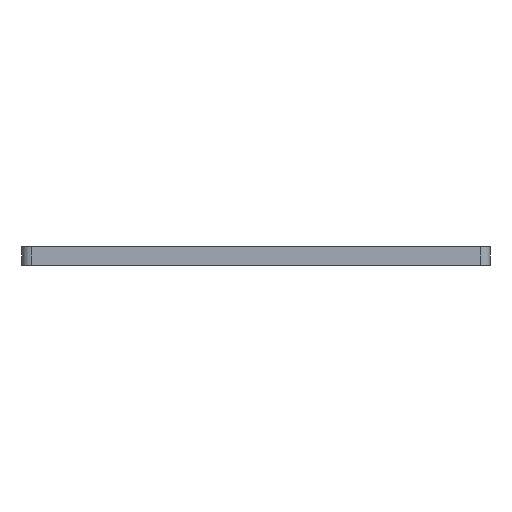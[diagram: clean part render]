
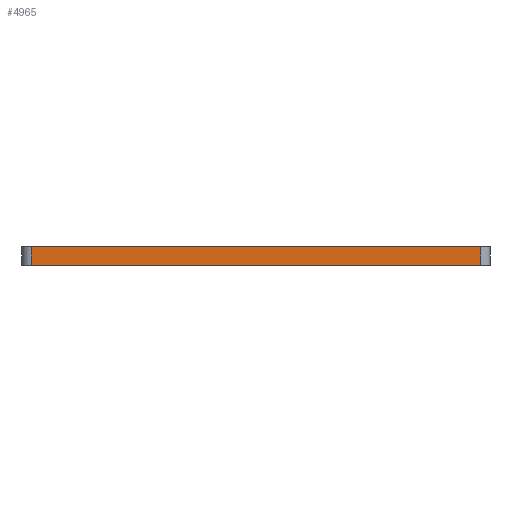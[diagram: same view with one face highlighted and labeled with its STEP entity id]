
A CAD part, left-side view. The second image highlights one B-rep face of the part: STEP entity #4965.
In plain terms, the highlighted planar face has unit normal (-1, 0, 0).
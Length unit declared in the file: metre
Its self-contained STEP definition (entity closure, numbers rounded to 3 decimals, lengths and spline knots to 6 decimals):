
#295=LINE('',#6717,#741);
#352=LINE('',#7019,#798);
#353=LINE('',#7021,#799);
#354=LINE('',#7023,#800);
#741=VECTOR('',#5560,1.);
#798=VECTOR('',#5689,1.);
#799=VECTOR('',#5692,1.);
#800=VECTOR('',#5693,1.);
#1400=ORIENTED_EDGE('',*,*,#2903,.F.);
#1401=ORIENTED_EDGE('',*,*,#2904,.F.);
#1402=ORIENTED_EDGE('',*,*,#2787,.T.);
#1403=ORIENTED_EDGE('',*,*,#2902,.T.);
#2787=EDGE_CURVE('',#3552,#3551,#295,.T.);
#2902=EDGE_CURVE('',#3551,#3652,#352,.T.);
#2903=EDGE_CURVE('',#3653,#3652,#353,.T.);
#2904=EDGE_CURVE('',#3552,#3653,#354,.T.);
#3551=VERTEX_POINT('',#6716);
#3552=VERTEX_POINT('',#6718);
#3652=VERTEX_POINT('',#7018);
#3653=VERTEX_POINT('',#7022);
#4225=EDGE_LOOP('',(#1400,#1401,#1402,#1403));
#4549=FACE_BOUND('',#4225,.T.);
#4840=PLANE('',#5296);
#4965=ADVANCED_FACE('',(#4549),#4840,.T.);
#5296=AXIS2_PLACEMENT_3D('',#7020,#5690,#5691);
#5560=DIRECTION('',(0.,1.,0.));
#5689=DIRECTION('',(0.,0.,-1.));
#5690=DIRECTION('',(-1.,0.,0.));
#5691=DIRECTION('',(0.,0.,1.));
#5692=DIRECTION('',(0.,1.,0.));
#5693=DIRECTION('',(0.,0.,-1.));
#6716=CARTESIAN_POINT('',(-0.048113,0.037088,0.003));
#6717=CARTESIAN_POINT('',(-0.048113,0.,0.003));
#6718=CARTESIAN_POINT('',(-0.048113,-0.037088,0.003));
#7018=CARTESIAN_POINT('',(-0.048113,0.037088,0.));
#7019=CARTESIAN_POINT('',(-0.048113,0.037088,0.003));
#7020=CARTESIAN_POINT('',(-0.048113,0.,0.003));
#7021=CARTESIAN_POINT('',(-0.048113,0.,0.));
#7022=CARTESIAN_POINT('',(-0.048113,-0.037088,0.));
#7023=CARTESIAN_POINT('',(-0.048113,-0.037088,0.003));
